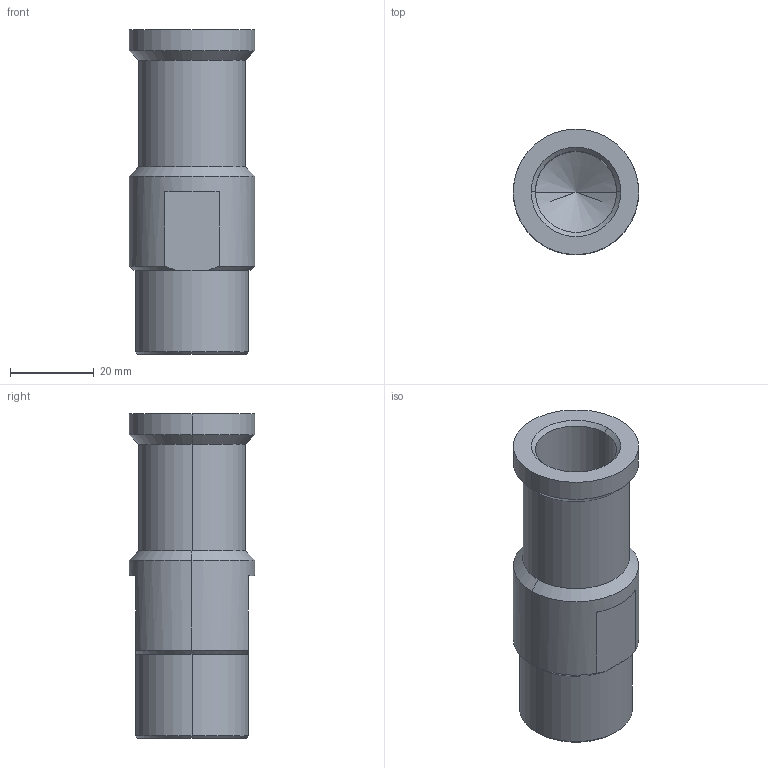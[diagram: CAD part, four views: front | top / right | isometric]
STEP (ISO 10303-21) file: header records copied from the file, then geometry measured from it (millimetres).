
FILE_DESCRIPTION((''),'2;1');
FILE_NAME('3D_1010301202403_CHSF650-240G_V','2020-06-05T',('f.li'),(''),'PRO/ENGINEER BY PARAMETRIC TECHNOLOGY CORPORATION, 2012480','PRO/ENGINEER BY PARAMETRIC TECHNOLOGY CORPORATION, 2012480','');
FILE_SCHEMA(('CONFIG_CONTROL_DESIGN'));
Length unit declared in the file: millimetre
Products named in the file (1): 3D_1010301202403_CHSF650-240G_V
Bounding box: 30 x 30 x 77.5 mm (x, y, z)
Volume: 25528.8 mm3; surface area: 12288.3 mm2
Topology: 1 solids, 1 shells, 41 faces, 94 edges, 55 vertices
Faces by surface type: cylinder 16, cone 14, plane 9, torus 2
Entity records: 1217 total; most frequent: CARTESIAN_POINT 233, DIRECTION 216, ORIENTED_EDGE 184, EDGE_CURVE 92, AXIS2_PLACEMENT_3D 89, VERTEX_POINT 55, CIRCLE 48, EDGE_LOOP 45
